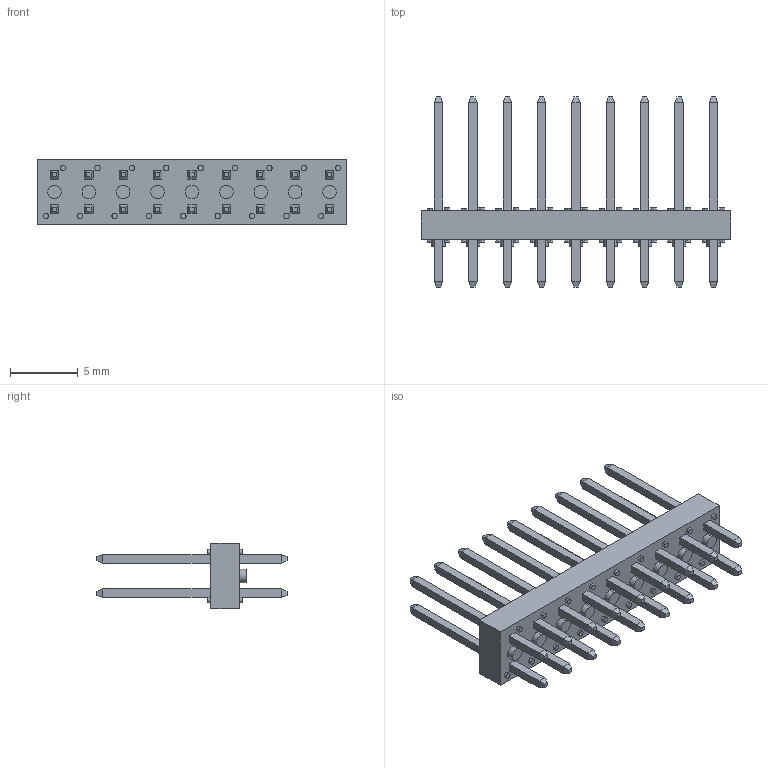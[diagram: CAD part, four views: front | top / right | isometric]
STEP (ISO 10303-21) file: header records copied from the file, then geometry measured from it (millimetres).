
FILE_DESCRIPTION (( 'STEP AP214' ), '1' );
FILE_NAME ('10076801-406T18LF.STEP', '2022-05-11T12:14:46', ( '' ), ( '' ), 'SwSTEP 2.0', 'SolidWorks 2017', '' );
FILE_SCHEMA (( 'AUTOMOTIVE_DESIGN' ));
Length unit declared in the file: millimetre
Products named in the file (3): Body^10076801 Tin ASS_18; Pin^10076801 Tin ASS; 10076801-406T18LF
Assembly tree (19 placements, depth 2):
  10076801-406T18LF
    Body^10076801 Tin ASS_18
    Pin^10076801 Tin ASS  x18
Bounding box: 22.86 x 14.04 x 4.83 mm (x, y, z)
Volume: 320.7 mm3; surface area: 1067.5 mm2
Topology: 19 solids, 19 shells, 465 faces, 1002 edges, 620 vertices
Faces by surface type: plane 375, cylinder 90
Entity records: 6794 total; most frequent: DIRECTION 1204, CARTESIAN_POINT 1123, ORIENTED_EDGE 1052, EDGE_CURVE 526, AXIS2_PLACEMENT_3D 429, VERTEX_POINT 348, LINE 346, VECTOR 346
